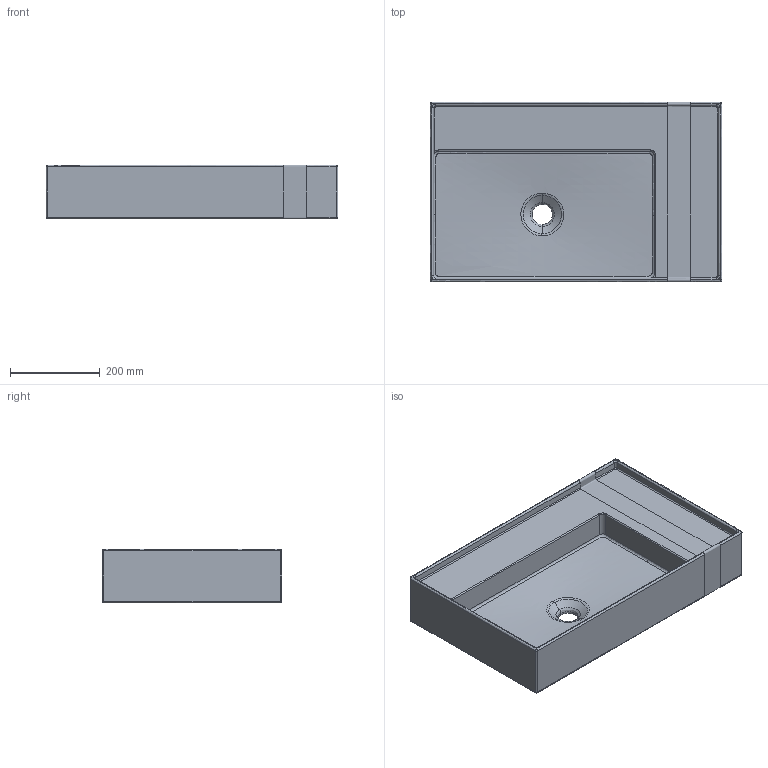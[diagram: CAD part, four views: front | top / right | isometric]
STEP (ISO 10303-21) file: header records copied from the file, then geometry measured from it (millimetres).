
FILE_DESCRIPTION (( 'STEP AP214' ), '1' );
FILE_NAME ('83111_v10518.STEP', '2018-10-12T10:12:53', ( '' ), ( '' ), 'SwSTEP 2.0', 'SolidWorks 2018', '' );
FILE_SCHEMA (( 'AUTOMOTIVE_DESIGN' ));
Length unit declared in the file: millimetre
Products named in the file (1): 83111_v10518
Bounding box: 650 x 400 x 120 mm (x, y, z)
Volume: 16193704.5 mm3; surface area: 894165.1 mm2
Topology: 1 solids, 1 shells, 109 faces, 254 edges, 145 vertices
Faces by surface type: bspline 109
Entity records: 10444 total; most frequent: CARTESIAN_POINT 8967, ORIENTED_EDGE 504, EDGE_CURVE 252, B_SPLINE_CURVE_WITH_KNOTS 169, VERTEX_POINT 145, EDGE_LOOP 111, ADVANCED_FACE 109, FACE_OUTER_BOUND 109
